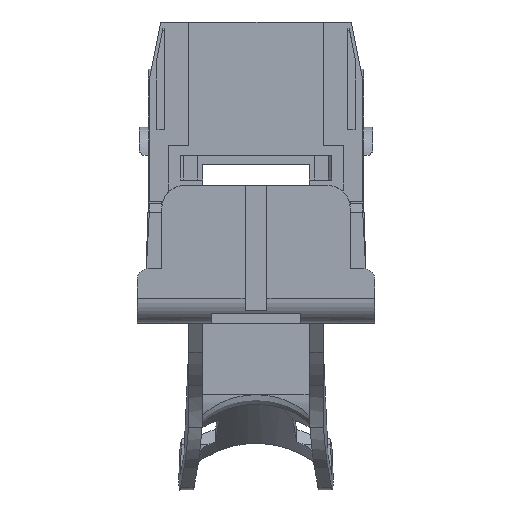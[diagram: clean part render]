
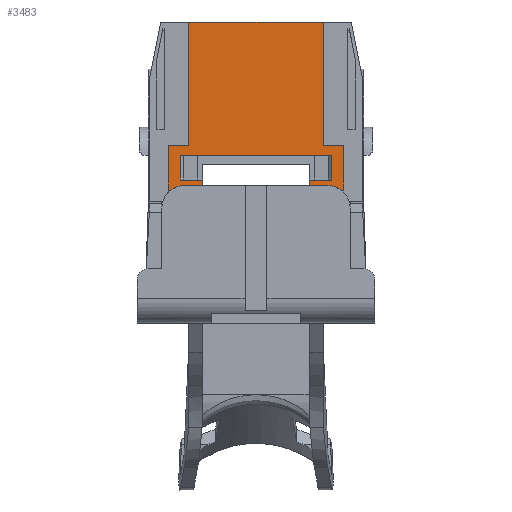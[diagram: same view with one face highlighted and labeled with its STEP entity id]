
A CAD part, left-side view. The second image highlights one B-rep face of the part: STEP entity #3483.
In plain terms, the highlighted planar face has unit normal (-1, 0, 0).
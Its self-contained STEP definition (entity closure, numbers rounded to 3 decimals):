
#196=PLANE('',#9931);
#1014=LINE('',#13165,#2219);
#1047=LINE('',#13232,#2252);
#1062=LINE('',#13269,#2267);
#1105=LINE('',#13356,#2310);
#1130=LINE('',#13408,#2335);
#1250=LINE('',#13717,#2455);
#1254=LINE('',#13725,#2459);
#1260=LINE('',#13736,#2465);
#1261=LINE('',#13738,#2466);
#1297=LINE('',#13806,#2502);
#1302=LINE('',#13817,#2507);
#1307=LINE('',#13827,#2512);
#1310=LINE('',#13831,#2515);
#1313=LINE('',#13836,#2518);
#1314=LINE('',#13838,#2519);
#1315=LINE('',#13840,#2520);
#1316=LINE('',#13842,#2521);
#1317=LINE('',#13844,#2522);
#1318=LINE('',#13846,#2523);
#1319=LINE('',#13848,#2524);
#2219=VECTOR('',#10523,1.);
#2252=VECTOR('',#10558,1.);
#2267=VECTOR('',#10581,1.);
#2310=VECTOR('',#10628,1.);
#2335=VECTOR('',#10665,1.);
#2455=VECTOR('',#10873,1.);
#2459=VECTOR('',#10879,1.);
#2465=VECTOR('',#10889,1.);
#2466=VECTOR('',#10892,1.);
#2502=VECTOR('',#10944,1.);
#2507=VECTOR('',#10951,1.);
#2512=VECTOR('',#10960,1.);
#2515=VECTOR('',#10965,1.);
#2518=VECTOR('',#10972,1.);
#2519=VECTOR('',#10973,1.);
#2520=VECTOR('',#10974,1.);
#2521=VECTOR('',#10975,1.);
#2522=VECTOR('',#10976,1.);
#2523=VECTOR('',#10977,1.);
#2524=VECTOR('',#10978,1.);
#3483=ADVANCED_FACE('',(#3985,#3986),#196,.F.);
#3985=FACE_BOUND('',#4093,.T.);
#3986=FACE_BOUND('',#4094,.T.);
#4093=EDGE_LOOP('',(#4946,#4947,#4948,#4949,#4950,#4951,#4952,#4953,#4954,
#4955,#4956,#4957));
#4094=EDGE_LOOP('',(#4958,#4959,#4960,#4961,#4962,#4963,#4964,#4965));
#4946=ORIENTED_EDGE('',*,*,#8595,.F.);
#4947=ORIENTED_EDGE('',*,*,#8605,.T.);
#4948=ORIENTED_EDGE('',*,*,#8599,.F.);
#4949=ORIENTED_EDGE('',*,*,#8606,.F.);
#4950=ORIENTED_EDGE('',*,*,#8381,.T.);
#4951=ORIENTED_EDGE('',*,*,#8452,.T.);
#4952=ORIENTED_EDGE('',*,*,#8425,.T.);
#4953=ORIENTED_EDGE('',*,*,#8655,.T.);
#4954=ORIENTED_EDGE('',*,*,#8647,.T.);
#4955=ORIENTED_EDGE('',*,*,#8652,.F.);
#4956=ORIENTED_EDGE('',*,*,#8642,.F.);
#4957=ORIENTED_EDGE('',*,*,#8363,.T.);
#4958=ORIENTED_EDGE('',*,*,#8330,.F.);
#4959=ORIENTED_EDGE('',*,*,#8658,.F.);
#4960=ORIENTED_EDGE('',*,*,#8659,.F.);
#4961=ORIENTED_EDGE('',*,*,#8660,.F.);
#4962=ORIENTED_EDGE('',*,*,#8661,.F.);
#4963=ORIENTED_EDGE('',*,*,#8662,.F.);
#4964=ORIENTED_EDGE('',*,*,#8663,.F.);
#4965=ORIENTED_EDGE('',*,*,#8664,.F.);
#7384=VERTEX_POINT('',#13164);
#7385=VERTEX_POINT('',#13166);
#7417=VERTEX_POINT('',#13231);
#7418=VERTEX_POINT('',#13233);
#7435=VERTEX_POINT('',#13268);
#7436=VERTEX_POINT('',#13270);
#7477=VERTEX_POINT('',#13355);
#7478=VERTEX_POINT('',#13357);
#7618=VERTEX_POINT('',#13715);
#7622=VERTEX_POINT('',#13724);
#7623=VERTEX_POINT('',#13726);
#7650=VERTEX_POINT('',#13807);
#7654=VERTEX_POINT('',#13816);
#7655=VERTEX_POINT('',#13818);
#7658=VERTEX_POINT('',#13837);
#7659=VERTEX_POINT('',#13839);
#7660=VERTEX_POINT('',#13841);
#7661=VERTEX_POINT('',#13843);
#7662=VERTEX_POINT('',#13845);
#7663=VERTEX_POINT('',#13847);
#8330=EDGE_CURVE('',#7384,#7385,#1014,.T.);
#8363=EDGE_CURVE('',#7418,#7417,#1047,.T.);
#8381=EDGE_CURVE('',#7436,#7435,#1062,.T.);
#8425=EDGE_CURVE('',#7478,#7477,#1105,.T.);
#8452=EDGE_CURVE('',#7435,#7478,#1130,.T.);
#8595=EDGE_CURVE('',#7618,#7417,#1250,.T.);
#8599=EDGE_CURVE('',#7622,#7623,#1254,.T.);
#8605=EDGE_CURVE('',#7618,#7623,#1260,.T.);
#8606=EDGE_CURVE('',#7436,#7622,#1261,.T.);
#8642=EDGE_CURVE('',#7418,#7650,#1297,.T.);
#8647=EDGE_CURVE('',#7655,#7654,#1302,.T.);
#8652=EDGE_CURVE('',#7650,#7654,#1307,.T.);
#8655=EDGE_CURVE('',#7477,#7655,#1310,.T.);
#8658=EDGE_CURVE('',#7658,#7384,#1313,.T.);
#8659=EDGE_CURVE('',#7659,#7658,#1314,.T.);
#8660=EDGE_CURVE('',#7660,#7659,#1315,.T.);
#8661=EDGE_CURVE('',#7661,#7660,#1316,.T.);
#8662=EDGE_CURVE('',#7662,#7661,#1317,.T.);
#8663=EDGE_CURVE('',#7663,#7662,#1318,.T.);
#8664=EDGE_CURVE('',#7385,#7663,#1319,.T.);
#9931=AXIS2_PLACEMENT_3D('',#13849,#10979,#10980);
#10523=DIRECTION('',(0.,-1.,0.));
#10558=DIRECTION('',(0.,1.,0.));
#10581=DIRECTION('',(0.,0.,-1.));
#10628=DIRECTION('',(0.,0.,1.));
#10665=DIRECTION('',(0.,-1.,0.));
#10873=DIRECTION('',(0.,0.,1.));
#10879=DIRECTION('',(0.,0.,1.));
#10889=DIRECTION('',(0.,1.,0.));
#10892=DIRECTION('',(0.,1.,0.));
#10944=DIRECTION('',(0.,0.,-1.));
#10951=DIRECTION('',(0.,0.,1.));
#10960=DIRECTION('',(0.,-1.,0.));
#10965=DIRECTION('',(0.,-1.,0.));
#10972=DIRECTION('',(0.,0.,-1.));
#10973=DIRECTION('',(0.,-1.,0.));
#10974=DIRECTION('',(0.,0.,-1.));
#10975=DIRECTION('',(0.,1.,0.));
#10976=DIRECTION('',(0.,0.,1.));
#10977=DIRECTION('',(0.,-1.,0.));
#10978=DIRECTION('',(0.,0.,1.));
#10979=DIRECTION('',(1.,0.,0.));
#10980=DIRECTION('',(0.,0.,-1.));
#13164=CARTESIAN_POINT('',(-27.175,4.75,-1.537));
#13165=CARTESIAN_POINT('',(-27.175,-5.25,-1.537));
#13166=CARTESIAN_POINT('',(-27.175,-4.75,-1.537));
#13231=CARTESIAN_POINT('',(-27.175,6.,13.463));
#13232=CARTESIAN_POINT('',(-27.175,-6.,13.463));
#13233=CARTESIAN_POINT('',(-27.175,-6.,13.463));
#13268=CARTESIAN_POINT('',(-27.175,6.,-9.787));
#13269=CARTESIAN_POINT('',(-27.175,6.,-9.787));
#13270=CARTESIAN_POINT('',(-27.175,6.,-1.537));
#13355=CARTESIAN_POINT('',(-27.175,-6.,-1.537));
#13356=CARTESIAN_POINT('',(-27.175,-6.,-9.787));
#13357=CARTESIAN_POINT('',(-27.175,-6.,-9.787));
#13408=CARTESIAN_POINT('',(-27.175,-6.,-9.787));
#13715=CARTESIAN_POINT('',(-27.175,6.,2.463));
#13717=CARTESIAN_POINT('',(-27.175,6.,-9.787));
#13724=CARTESIAN_POINT('',(-27.175,7.85,-1.537));
#13725=CARTESIAN_POINT('',(-27.175,7.85,-9.787));
#13726=CARTESIAN_POINT('',(-27.175,7.85,2.463));
#13736=CARTESIAN_POINT('',(-27.175,7.15,2.463));
#13738=CARTESIAN_POINT('',(-27.175,-6.,-1.537));
#13806=CARTESIAN_POINT('',(-27.175,-6.,-9.787));
#13807=CARTESIAN_POINT('',(-27.175,-6.,2.463));
#13816=CARTESIAN_POINT('',(-27.175,-7.85,2.463));
#13817=CARTESIAN_POINT('',(-27.175,-7.85,2.463));
#13818=CARTESIAN_POINT('',(-27.175,-7.85,-1.537));
#13827=CARTESIAN_POINT('',(-27.175,-6.,2.463));
#13831=CARTESIAN_POINT('',(-27.175,-7.15,-1.537));
#13836=CARTESIAN_POINT('',(-27.175,4.75,-1.537));
#13837=CARTESIAN_POINT('',(-27.175,4.75,-0.637));
#13838=CARTESIAN_POINT('',(-27.175,-7.15,-0.637));
#13839=CARTESIAN_POINT('',(-27.175,6.75,-0.637));
#13840=CARTESIAN_POINT('',(-27.175,6.75,-0.637));
#13841=CARTESIAN_POINT('',(-27.175,6.75,1.563));
#13842=CARTESIAN_POINT('',(-27.175,-7.15,1.563));
#13843=CARTESIAN_POINT('',(-27.175,-6.75,1.563));
#13844=CARTESIAN_POINT('',(-27.175,-6.75,-0.637));
#13845=CARTESIAN_POINT('',(-27.175,-6.75,-0.637));
#13846=CARTESIAN_POINT('',(-27.175,-7.15,-0.637));
#13847=CARTESIAN_POINT('',(-27.175,-4.75,-0.637));
#13848=CARTESIAN_POINT('',(-27.175,-4.75,-1.537));
#13849=CARTESIAN_POINT('',(-27.175,-6.,-9.787));
